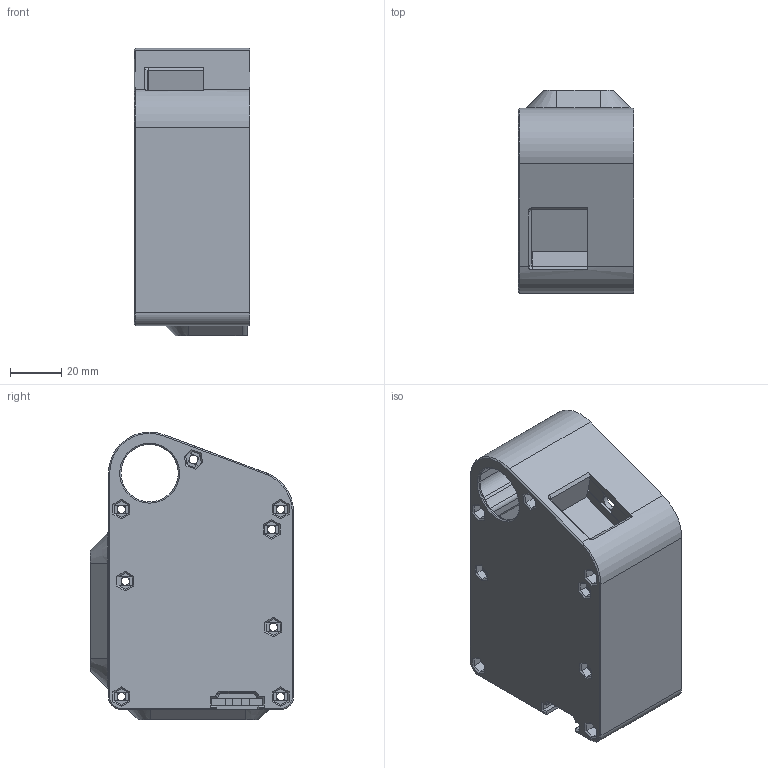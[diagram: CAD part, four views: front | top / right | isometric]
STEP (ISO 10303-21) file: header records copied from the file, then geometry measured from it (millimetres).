
FILE_DESCRIPTION(/* description */ (''),/* implementation_level */ '2;1');
FILE_NAME(/* name */ 'OBS-C-001 v44.step',/* time_stamp */ '2020-09-28T23:41:42+02:00',/* author */ (''),/* organization */ (''),/* preprocessor_version */ 'ST-DEVELOPER v18.1',/* originating_system */ 'Autodesk Translation Framework v9.3.0.1241',/* authorisation */ '');
FILE_SCHEMA (('AUTOMOTIVE_DESIGN { 1 0 10303 214 3 1 1 }'));
Length unit declared in the file: millimetre
Products named in the file (1): OBS-C-001
Bounding box: 45 x 79 x 111.99 mm (x, y, z)
Volume: 62030.9 mm3; surface area: 48893.7 mm2
Topology: 1 solids, 1 shells, 541 faces, 1409 edges, 884 vertices
Faces by surface type: plane 406, cylinder 79, cone 28, bspline 24, torus 4
Full cylindrical faces by diameter (mm): 3.2 x16, 6 x1, 22.3 x1
Entity records: 16601 total; most frequent: CARTESIAN_POINT 3283, ORIENTED_EDGE 2818, DIRECTION 2610, EDGE_CURVE 1409, LINE 1144, VECTOR 1144, VERTEX_POINT 884, AXIS2_PLACEMENT_3D 733
